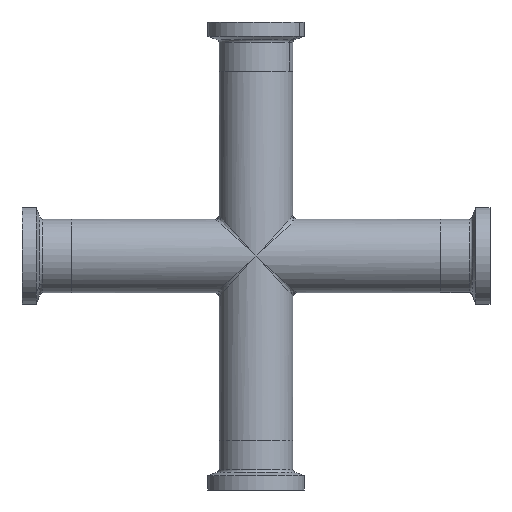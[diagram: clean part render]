
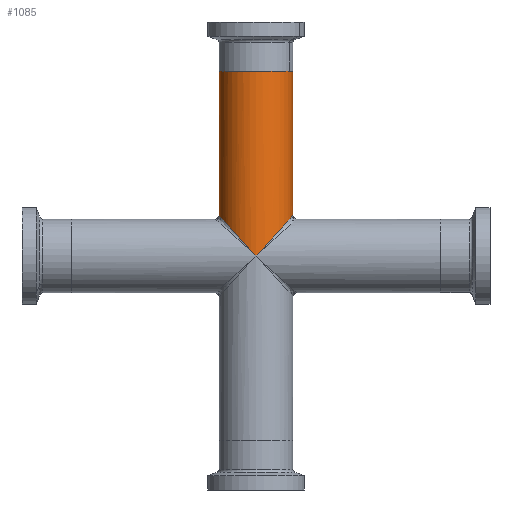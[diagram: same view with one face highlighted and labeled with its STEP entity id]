
A CAD part, front view. The second image highlights one B-rep face of the part: STEP entity #1085.
In plain terms, the highlighted cylindrical face has radius 9.525 mm (diameter 19.05 mm), a partial arc.
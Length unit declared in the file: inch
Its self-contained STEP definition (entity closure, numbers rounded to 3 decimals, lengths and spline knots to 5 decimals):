
#107 = VERTEX_POINT ( 'NONE', #2075 ) ;
#129 =( BOUNDED_CURVE ( )  B_SPLINE_CURVE ( 3, ( #2170, #286, #2345, #134 ),
 .UNSPECIFIED., .F., .F. ) 
 B_SPLINE_CURVE_WITH_KNOTS ( ( 4, 4 ),
 ( 1.5708, 3.14159 ),
 .UNSPECIFIED. ) 
 CURVE ( )  GEOMETRIC_REPRESENTATION_ITEM ( )  RATIONAL_B_SPLINE_CURVE ( ( 1., 0.805, 0.805, 1. ) ) 
 REPRESENTATION_ITEM ( '' )  );
#134 = CARTESIAN_POINT ( 'NONE',  ( 0.375, 0., 0.41437 ) ) ;
#272 = VERTEX_POINT ( 'NONE', #492 ) ;
#286 = CARTESIAN_POINT ( 'NONE',  ( 0.21967, -0.375, 0.24273 ) ) ;
#305 = DIRECTION ( 'NONE',  ( 0., 0., 1. ) ) ;
#400 = CARTESIAN_POINT ( 'NONE',  ( 0.375, 0., 1.87402 ) ) ;
#483 = ORIENTED_EDGE ( 'NONE', *, *, #837, .F. ) ;
#492 = CARTESIAN_POINT ( 'NONE',  ( 0., -0.375, 0. ) ) ;
#562 =( BOUNDED_CURVE ( )  B_SPLINE_CURVE ( 3, ( #2096, #2278, #2234, #1486 ),
 .UNSPECIFIED., .F., .F. ) 
 B_SPLINE_CURVE_WITH_KNOTS ( ( 4, 4 ),
 ( 0., 1.5708 ),
 .UNSPECIFIED. ) 
 CURVE ( )  GEOMETRIC_REPRESENTATION_ITEM ( )  RATIONAL_B_SPLINE_CURVE ( ( 1., 0.805, 0.805, 1. ) ) 
 REPRESENTATION_ITEM ( '' )  );
#567 = ORIENTED_EDGE ( 'NONE', *, *, #2186, .T. ) ;
#596 = VERTEX_POINT ( 'NONE', #2083 ) ;
#610 = VERTEX_POINT ( 'NONE', #2060 ) ;
#639 = CARTESIAN_POINT ( 'NONE',  ( 0.375, 0., 1.87402 ) ) ;
#765 = VERTEX_POINT ( 'NONE', #400 ) ;
#809 = AXIS2_PLACEMENT_3D ( 'NONE', #832, #1359, #1930 ) ;
#826 = DIRECTION ( 'NONE',  ( 0., 0., -1. ) ) ;
#832 = CARTESIAN_POINT ( 'NONE',  ( 0., 0., 1.87402 ) ) ;
#837 = EDGE_CURVE ( 'NONE', #765, #107, #874, .T. ) ;
#874 = LINE ( 'NONE', #639, #1047 ) ;
#1047 = VECTOR ( 'NONE', #826, 39.37008 ) ;
#1081 = EDGE_CURVE ( 'NONE', #596, #610, #2361, .T. ) ;
#1085 = ADVANCED_FACE ( 'NONE', ( #1490 ), #1900, .T. ) ;
#1188 = DIRECTION ( 'NONE',  ( 0., 0., -1. ) ) ;
#1251 = AXIS2_PLACEMENT_3D ( 'NONE', #1600, #305, #1780 ) ;
#1298 = EDGE_LOOP ( 'NONE', ( #483, #1977, #1782, #567, #1926 ) ) ;
#1359 = DIRECTION ( 'NONE',  ( 0., 0., -1. ) ) ;
#1419 = CIRCLE ( 'NONE', #1251, 0.375 ) ;
#1486 = CARTESIAN_POINT ( 'NONE',  ( 0., -0.375, 0. ) ) ;
#1490 = FACE_OUTER_BOUND ( 'NONE', #1298, .T. ) ;
#1600 = CARTESIAN_POINT ( 'NONE',  ( 0., 0., 1.87402 ) ) ;
#1780 = DIRECTION ( 'NONE',  ( 1., 0., 0. ) ) ;
#1782 = ORIENTED_EDGE ( 'NONE', *, *, #1081, .T. ) ;
#1888 = EDGE_CURVE ( 'NONE', #272, #107, #129, .T. ) ;
#1900 = CYLINDRICAL_SURFACE ( 'NONE', #809, 0.375 ) ;
#1901 = EDGE_CURVE ( 'NONE', #596, #765, #1419, .T. ) ;
#1926 = ORIENTED_EDGE ( 'NONE', *, *, #1888, .T. ) ;
#1930 = DIRECTION ( 'NONE',  ( -1., 0., 0. ) ) ;
#1977 = ORIENTED_EDGE ( 'NONE', *, *, #1901, .F. ) ;
#2060 = CARTESIAN_POINT ( 'NONE',  ( -0.375, 0., 0.41437 ) ) ;
#2075 = CARTESIAN_POINT ( 'NONE',  ( 0.375, 0., 0.41437 ) ) ;
#2083 = CARTESIAN_POINT ( 'NONE',  ( -0.375, 0., 1.87402 ) ) ;
#2096 = CARTESIAN_POINT ( 'NONE',  ( -0.375, 0., 0.41437 ) ) ;
#2116 = CARTESIAN_POINT ( 'NONE',  ( -0.375, 0., 1.87402 ) ) ;
#2170 = CARTESIAN_POINT ( 'NONE',  ( 0., -0.375, 0. ) ) ;
#2186 = EDGE_CURVE ( 'NONE', #610, #272, #562, .T. ) ;
#2206 = VECTOR ( 'NONE', #1188, 39.37008 ) ;
#2234 = CARTESIAN_POINT ( 'NONE',  ( -0.21967, -0.375, 0.24273 ) ) ;
#2278 = CARTESIAN_POINT ( 'NONE',  ( -0.375, -0.21967, 0.41437 ) ) ;
#2345 = CARTESIAN_POINT ( 'NONE',  ( 0.375, -0.21967, 0.41437 ) ) ;
#2361 = LINE ( 'NONE', #2116, #2206 ) ;
